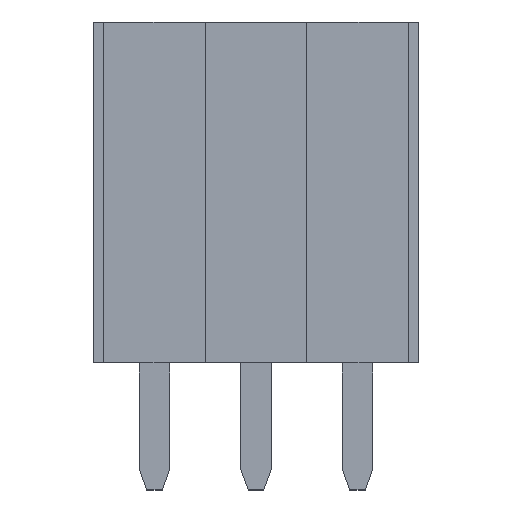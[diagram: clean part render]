
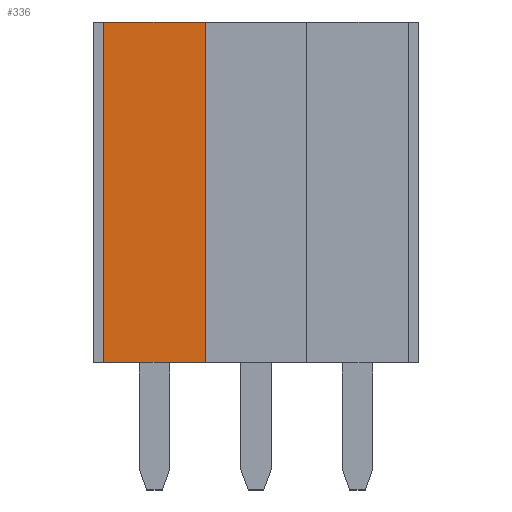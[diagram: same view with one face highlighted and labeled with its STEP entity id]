
A CAD part, top view. The second image highlights one B-rep face of the part: STEP entity #336.
In plain terms, the highlighted planar face has unit normal (0, 0, 1).
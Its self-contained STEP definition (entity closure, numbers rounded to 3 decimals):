
#66 = DIRECTION ( 'NONE',  ( 0., 0., -1. ) ) ;
#336 = ADVANCED_FACE ( 'NONE', ( #1249 ), #2033, .F. ) ;
#376 = CARTESIAN_POINT ( 'NONE',  ( -1.27, 8.509, 1.27 ) ) ;
#393 = EDGE_CURVE ( 'NONE', #1422, #1320, #2365, .T. ) ;
#414 = CARTESIAN_POINT ( 'NONE',  ( -3.81, 8.509, 1.27 ) ) ;
#435 = VECTOR ( 'NONE', #1077, 1000. ) ;
#479 = CARTESIAN_POINT ( 'NONE',  ( -1.27, 8.509, 1.27 ) ) ;
#529 = LINE ( 'NONE', #376, #2506 ) ;
#554 = CARTESIAN_POINT ( 'NONE',  ( -3.81, 0., 1.27 ) ) ;
#567 = EDGE_CURVE ( 'NONE', #668, #1422, #529, .T. ) ;
#640 = ORIENTED_EDGE ( 'NONE', *, *, #1824, .F. ) ;
#660 = EDGE_LOOP ( 'NONE', ( #1083, #640, #1904, #722 ) ) ;
#668 = VERTEX_POINT ( 'NONE', #2097 ) ;
#722 = ORIENTED_EDGE ( 'NONE', *, *, #567, .T. ) ;
#746 = CARTESIAN_POINT ( 'NONE',  ( -1.27, 8.509, 1.27 ) ) ;
#896 = VECTOR ( 'NONE', #1906, 1000. ) ;
#912 = EDGE_CURVE ( 'NONE', #668, #1974, #2542, .T. ) ;
#993 = CARTESIAN_POINT ( 'NONE',  ( -1.27, 0., 1.27 ) ) ;
#1077 = DIRECTION ( 'NONE',  ( 0., -1., 0. ) ) ;
#1080 = DIRECTION ( 'NONE',  ( 0., 1., 0. ) ) ;
#1083 = ORIENTED_EDGE ( 'NONE', *, *, #393, .T. ) ;
#1116 = CARTESIAN_POINT ( 'NONE',  ( -1.27, 0., 1.27 ) ) ;
#1142 = AXIS2_PLACEMENT_3D ( 'NONE', #479, #66, #1080 ) ;
#1249 = FACE_OUTER_BOUND ( 'NONE', #660, .T. ) ;
#1320 = VERTEX_POINT ( 'NONE', #554 ) ;
#1325 = DIRECTION ( 'NONE',  ( -1., 0., 0. ) ) ;
#1422 = VERTEX_POINT ( 'NONE', #414 ) ;
#1824 = EDGE_CURVE ( 'NONE', #1974, #1320, #2262, .T. ) ;
#1904 = ORIENTED_EDGE ( 'NONE', *, *, #912, .F. ) ;
#1906 = DIRECTION ( 'NONE',  ( -1., 0., 0. ) ) ;
#1960 = DIRECTION ( 'NONE',  ( 0., -1., 0. ) ) ;
#1974 = VERTEX_POINT ( 'NONE', #993 ) ;
#2033 = PLANE ( 'NONE',  #1142 ) ;
#2097 = CARTESIAN_POINT ( 'NONE',  ( -1.27, 8.509, 1.27 ) ) ;
#2262 = LINE ( 'NONE', #1116, #896 ) ;
#2365 = LINE ( 'NONE', #2487, #435 ) ;
#2487 = CARTESIAN_POINT ( 'NONE',  ( -3.81, 8.509, 1.27 ) ) ;
#2506 = VECTOR ( 'NONE', #1325, 1000. ) ;
#2509 = VECTOR ( 'NONE', #1960, 1000. ) ;
#2542 = LINE ( 'NONE', #746, #2509 ) ;
